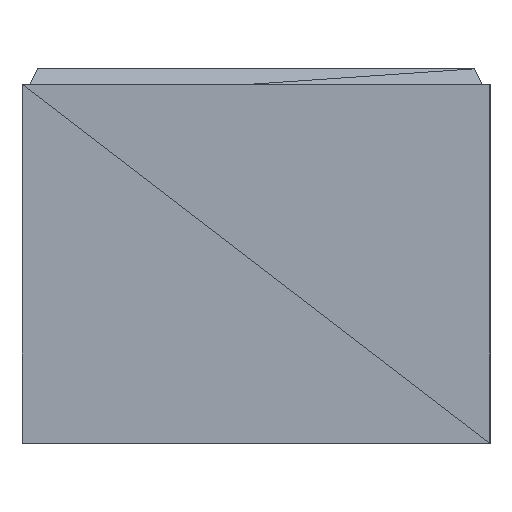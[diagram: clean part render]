
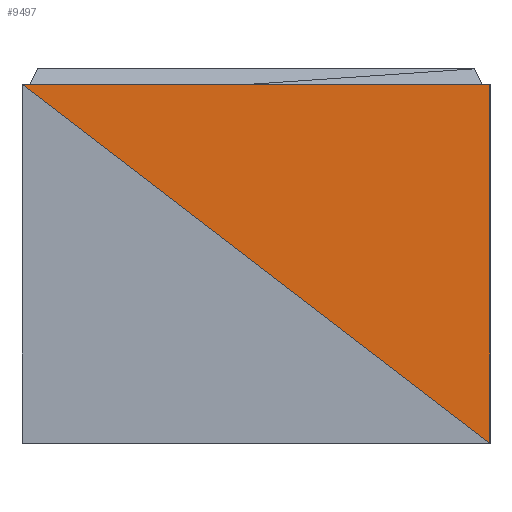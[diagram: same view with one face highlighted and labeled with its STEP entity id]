
A CAD part, left-side view. The second image highlights one B-rep face of the part: STEP entity #9497.
In plain terms, the highlighted planar face has unit normal (-1, 0, 0).
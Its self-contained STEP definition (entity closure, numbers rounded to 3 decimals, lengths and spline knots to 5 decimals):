
#11=DIRECTION('',(0.0,0.0,1.0));
#486=DIRECTION('',(0.0,-1.0,0.0));
#487=VECTOR('',#486,1000.0);
#500=DIRECTION('',(0.0,1.0,0.0));
#504=VECTOR('',#11,1000.0);
#8777=CARTESIAN_POINT('',(-0.3,0.15,0.23));
#8778=VERTEX_POINT('',#8777);
#8789=CARTESIAN_POINT('',(-0.3,-0.15,0.23));
#8790=VERTEX_POINT('',#8789);
#8831=CARTESIAN_POINT('',(-0.3,-0.15,0.0));
#8832=VERTEX_POINT('',#8831);
#9142=LINE('',#8777,#487);
#9143=EDGE_CURVE('',#8778,#8790,#9142,.T.);
#9483=DIRECTION('',(0.0,-0.794,-0.608));
#9484=VECTOR('',#9483,1000.0);
#9485=LINE('',#8777,#9484);
#9486=EDGE_CURVE('',#8778,#8832,#9485,.T.);
#9487=LINE('',#8831,#504);
#9488=EDGE_CURVE('',#8832,#8790,#9487,.T.);
#9489=ORIENTED_EDGE('',*,*,#9143,.F.);
#9490=ORIENTED_EDGE('',*,*,#9486,.T.);
#9491=ORIENTED_EDGE('',*,*,#9488,.T.);
#9492=DIRECTION('',(-1.0,0.0,-0.0));
#9493=AXIS2_PLACEMENT_3D('',#8789,#9492,#500);
#9494=PLANE('',#9493);
#9495=EDGE_LOOP('',(#9489,#9490,#9491));
#9496=FACE_BOUND('',#9495,.T.);
#9497=ADVANCED_FACE('',(#9496),#9494,.T.);
